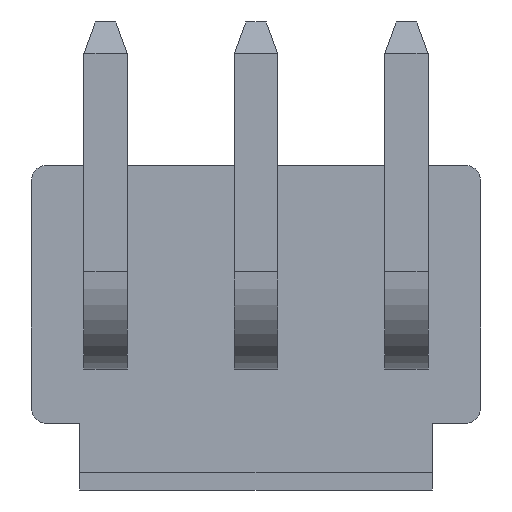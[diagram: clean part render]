
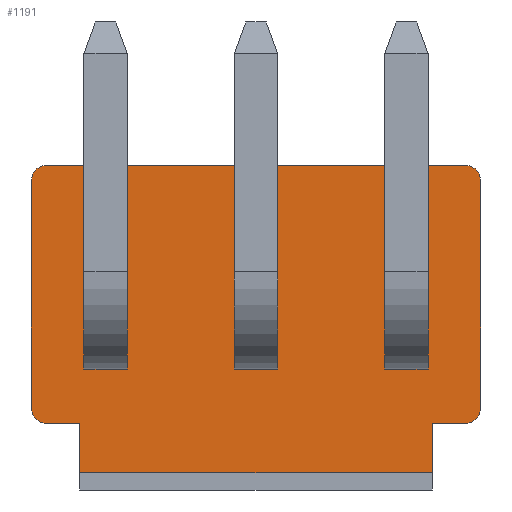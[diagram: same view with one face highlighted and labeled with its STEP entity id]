
A CAD part, front view. The second image highlights one B-rep face of the part: STEP entity #1191.
In plain terms, the highlighted planar face has unit normal (0, -1, 0).
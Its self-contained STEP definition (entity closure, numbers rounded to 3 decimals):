
#22=PLANE('',#1284);
#87=FACE_OUTER_BOUND('',#161,.T.);
#161=EDGE_LOOP('',(#843,#844,#845,#846,#847,#848,#849,#850,#851,#852,#853,
#854));
#235=LINE('',#1728,#387);
#238=LINE('',#1734,#390);
#239=LINE('',#1736,#391);
#240=LINE('',#1738,#392);
#241=LINE('',#1740,#393);
#242=LINE('',#1742,#394);
#243=LINE('',#1746,#395);
#244=LINE('',#1750,#396);
#387=VECTOR('',#1386,10.);
#390=VECTOR('',#1391,10.);
#391=VECTOR('',#1392,10.);
#392=VECTOR('',#1393,10.);
#393=VECTOR('',#1394,10.);
#394=VECTOR('',#1395,10.);
#395=VECTOR('',#1398,10.);
#396=VECTOR('',#1401,10.);
#538=CIRCLE('',#1282,0.4);
#539=CIRCLE('',#1285,0.4);
#540=CIRCLE('',#1286,0.4);
#541=CIRCLE('',#1287,0.4);
#559=VERTEX_POINT('',#1721);
#560=VERTEX_POINT('',#1723);
#561=VERTEX_POINT('',#1727);
#563=VERTEX_POINT('',#1733);
#564=VERTEX_POINT('',#1735);
#565=VERTEX_POINT('',#1737);
#566=VERTEX_POINT('',#1739);
#567=VERTEX_POINT('',#1741);
#568=VERTEX_POINT('',#1743);
#569=VERTEX_POINT('',#1745);
#570=VERTEX_POINT('',#1747);
#571=VERTEX_POINT('',#1749);
#665=EDGE_CURVE('',#559,#560,#538,.T.);
#667=EDGE_CURVE('',#561,#560,#235,.T.);
#670=EDGE_CURVE('',#559,#563,#238,.T.);
#671=EDGE_CURVE('',#564,#563,#239,.T.);
#672=EDGE_CURVE('',#564,#565,#240,.T.);
#673=EDGE_CURVE('',#566,#565,#241,.T.);
#674=EDGE_CURVE('',#566,#567,#242,.T.);
#675=EDGE_CURVE('',#568,#567,#539,.T.);
#676=EDGE_CURVE('',#568,#569,#243,.T.);
#677=EDGE_CURVE('',#570,#569,#540,.T.);
#678=EDGE_CURVE('',#570,#571,#244,.T.);
#679=EDGE_CURVE('',#561,#571,#541,.T.);
#843=ORIENTED_EDGE('',*,*,#665,.F.);
#844=ORIENTED_EDGE('',*,*,#670,.T.);
#845=ORIENTED_EDGE('',*,*,#671,.F.);
#846=ORIENTED_EDGE('',*,*,#672,.T.);
#847=ORIENTED_EDGE('',*,*,#673,.F.);
#848=ORIENTED_EDGE('',*,*,#674,.T.);
#849=ORIENTED_EDGE('',*,*,#675,.F.);
#850=ORIENTED_EDGE('',*,*,#676,.T.);
#851=ORIENTED_EDGE('',*,*,#677,.F.);
#852=ORIENTED_EDGE('',*,*,#678,.T.);
#853=ORIENTED_EDGE('',*,*,#679,.F.);
#854=ORIENTED_EDGE('',*,*,#667,.T.);
#1191=ADVANCED_FACE('',(#87),#22,.F.);
#1282=AXIS2_PLACEMENT_3D('',#1724,#1381,#1382);
#1284=AXIS2_PLACEMENT_3D('',#1732,#1389,#1390);
#1285=AXIS2_PLACEMENT_3D('',#1744,#1396,#1397);
#1286=AXIS2_PLACEMENT_3D('',#1748,#1399,#1400);
#1287=AXIS2_PLACEMENT_3D('',#1751,#1402,#1403);
#1381=DIRECTION('center_axis',(0.,1.,0.));
#1382=DIRECTION('ref_axis',(-0.707,0.,-0.707));
#1386=DIRECTION('',(0.,0.,-1.));
#1389=DIRECTION('center_axis',(0.,1.,0.));
#1390=DIRECTION('ref_axis',(1.,0.,0.));
#1391=DIRECTION('',(1.,0.,0.));
#1392=DIRECTION('',(0.,0.,1.));
#1393=DIRECTION('',(1.,0.,0.));
#1394=DIRECTION('',(0.,0.,-1.));
#1395=DIRECTION('',(1.,0.,0.));
#1396=DIRECTION('center_axis',(0.,1.,0.));
#1397=DIRECTION('ref_axis',(0.707,0.,-0.707));
#1398=DIRECTION('',(0.,0.,1.));
#1399=DIRECTION('center_axis',(0.,1.,0.));
#1400=DIRECTION('ref_axis',(0.707,0.,0.707));
#1401=DIRECTION('',(-1.,0.,0.));
#1402=DIRECTION('center_axis',(0.,1.,0.));
#1403=DIRECTION('ref_axis',(-0.707,0.,0.707));
#1721=CARTESIAN_POINT('',(-5.51,0.,-3.4));
#1723=CARTESIAN_POINT('',(-5.91,0.,-3.));
#1724=CARTESIAN_POINT('Origin',(-5.51,0.,-3.));
#1727=CARTESIAN_POINT('',(-5.91,0.,3.));
#1728=CARTESIAN_POINT('',(-5.91,0.,3.4));
#1732=CARTESIAN_POINT('Origin',(0.,0.,0.));
#1733=CARTESIAN_POINT('',(-4.64,0.,-3.4));
#1734=CARTESIAN_POINT('',(-5.91,0.,-3.4));
#1735=CARTESIAN_POINT('',(-4.64,0.,-4.7));
#1736=CARTESIAN_POINT('',(-4.64,0.,-3.4));
#1737=CARTESIAN_POINT('',(4.64,0.,-4.7));
#1738=CARTESIAN_POINT('',(0.,0.,-4.7));
#1739=CARTESIAN_POINT('',(4.64,0.,-3.4));
#1740=CARTESIAN_POINT('',(4.64,0.,-3.4));
#1741=CARTESIAN_POINT('',(5.51,0.,-3.4));
#1742=CARTESIAN_POINT('',(-5.91,0.,-3.4));
#1743=CARTESIAN_POINT('',(5.91,0.,-3.));
#1744=CARTESIAN_POINT('Origin',(5.51,0.,-3.));
#1745=CARTESIAN_POINT('',(5.91,0.,3.));
#1746=CARTESIAN_POINT('',(5.91,0.,-3.4));
#1747=CARTESIAN_POINT('',(5.51,0.,3.4));
#1748=CARTESIAN_POINT('Origin',(5.51,0.,3.));
#1749=CARTESIAN_POINT('',(-5.51,0.,3.4));
#1750=CARTESIAN_POINT('',(5.91,0.,3.4));
#1751=CARTESIAN_POINT('Origin',(-5.51,0.,3.));
